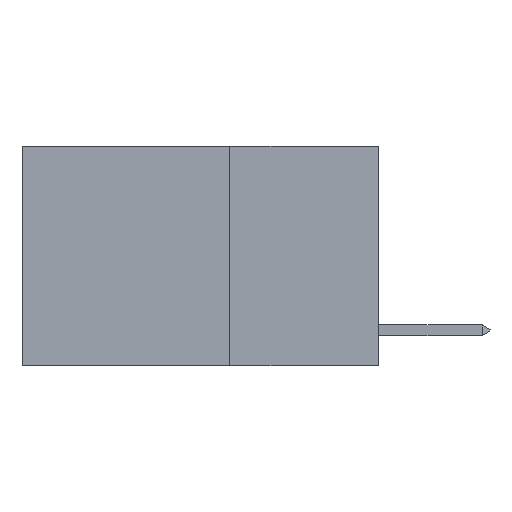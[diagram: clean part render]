
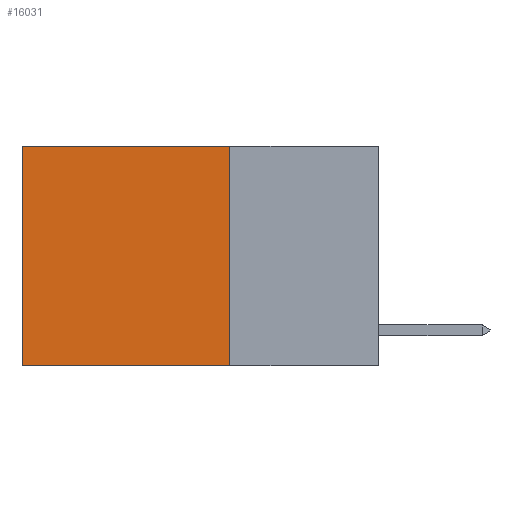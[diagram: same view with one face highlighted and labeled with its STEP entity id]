
A CAD part, left-side view. The second image highlights one B-rep face of the part: STEP entity #16031.
In plain terms, the highlighted planar face has unit normal (-1, 0, 0).
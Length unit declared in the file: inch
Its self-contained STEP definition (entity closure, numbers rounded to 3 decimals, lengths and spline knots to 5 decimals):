
#427 = LINE ( 'NONE', #2666, #11232 ) ;
#1092 = DIRECTION ( 'NONE',  ( 1., 0., 0. ) ) ;
#2012 = DIRECTION ( 'NONE',  ( 0., 1., 0. ) ) ;
#2666 = CARTESIAN_POINT ( 'NONE',  ( 0.2625, 0.6, 0. ) ) ;
#3042 = CARTESIAN_POINT ( 'NONE',  ( 0.2625, 0.25, -0.37 ) ) ;
#4015 = VERTEX_POINT ( 'NONE', #9043 ) ;
#4709 = DIRECTION ( 'NONE',  ( 0., 0., -1. ) ) ;
#6860 = VECTOR ( 'NONE', #2012, 39.37008 ) ;
#7108 = CARTESIAN_POINT ( 'NONE',  ( 0.2625, 0.25, 0. ) ) ;
#7832 = VERTEX_POINT ( 'NONE', #22098 ) ;
#8410 = ORIENTED_EDGE ( 'NONE', *, *, #23169, .T. ) ;
#8423 = FACE_OUTER_BOUND ( 'NONE', #25850, .T. ) ;
#8906 = LINE ( 'NONE', #7108, #9168 ) ;
#8930 = VECTOR ( 'NONE', #12157, 39.37008 ) ;
#9043 = CARTESIAN_POINT ( 'NONE',  ( 0.2625, 0.25, -0.37 ) ) ;
#9168 = VECTOR ( 'NONE', #4709, 39.37008 ) ;
#10238 = DIRECTION ( 'NONE',  ( 0., 0., -1. ) ) ;
#10380 = CARTESIAN_POINT ( 'NONE',  ( 0.2625, 0.25, 0. ) ) ;
#11232 = VECTOR ( 'NONE', #20326, 39.37008 ) ;
#11729 = LINE ( 'NONE', #20836, #6860 ) ;
#12157 = DIRECTION ( 'NONE',  ( 0., 1., 0. ) ) ;
#12609 = PLANE ( 'NONE',  #24752 ) ;
#13136 = ORIENTED_EDGE ( 'NONE', *, *, #25155, .T. ) ;
#14637 = EDGE_CURVE ( 'NONE', #4015, #7832, #28135, .T. ) ;
#16031 = ADVANCED_FACE ( 'NONE', ( #8423 ), #12609, .F. ) ;
#17404 = ORIENTED_EDGE ( 'NONE', *, *, #21845, .F. ) ;
#17944 = VERTEX_POINT ( 'NONE', #21738 ) ;
#18282 = ORIENTED_EDGE ( 'NONE', *, *, #14637, .F. ) ;
#20326 = DIRECTION ( 'NONE',  ( 0., 0., -1. ) ) ;
#20836 = CARTESIAN_POINT ( 'NONE',  ( 0.2625, 0.25, 0. ) ) ;
#21738 = CARTESIAN_POINT ( 'NONE',  ( 0.2625, 0.25, 0. ) ) ;
#21845 = EDGE_CURVE ( 'NONE', #17944, #4015, #8906, .T. ) ;
#22098 = CARTESIAN_POINT ( 'NONE',  ( 0.2625, 0.6, -0.37 ) ) ;
#22629 = VERTEX_POINT ( 'NONE', #26755 ) ;
#23169 = EDGE_CURVE ( 'NONE', #17944, #22629, #11729, .T. ) ;
#24752 = AXIS2_PLACEMENT_3D ( 'NONE', #10380, #1092, #10238 ) ;
#25155 = EDGE_CURVE ( 'NONE', #22629, #7832, #427, .T. ) ;
#25850 = EDGE_LOOP ( 'NONE', ( #13136, #18282, #17404, #8410 ) ) ;
#26755 = CARTESIAN_POINT ( 'NONE',  ( 0.2625, 0.6, 0. ) ) ;
#28135 = LINE ( 'NONE', #3042, #8930 ) ;
